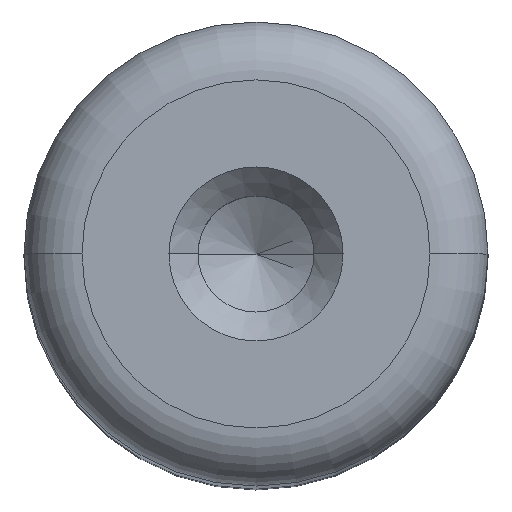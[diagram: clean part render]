
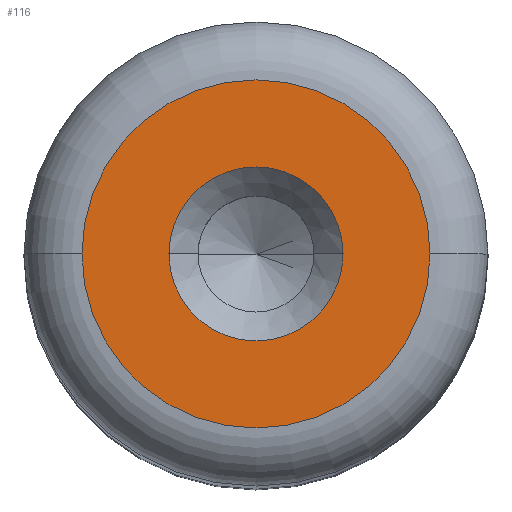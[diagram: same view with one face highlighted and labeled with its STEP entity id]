
A CAD part, top view. The second image highlights one B-rep face of the part: STEP entity #116.
In plain terms, the highlighted planar face has unit normal (0, 0, 1).
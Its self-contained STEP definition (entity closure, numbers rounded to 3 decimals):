
#41 = DIRECTION ( 'NONE',  ( 1., 0., 0. ) ) ;
#85 = EDGE_LOOP ( 'NONE', ( #767, #195 ) ) ;
#92 = VERTEX_POINT ( 'NONE', #732 ) ;
#98 = EDGE_CURVE ( 'NONE', #92, #1125, #1175, .T. ) ;
#106 = CIRCLE ( 'NONE', #211, 3. ) ;
#116 = ADVANCED_FACE ( 'NONE', ( #718, #412 ), #517, .T. ) ;
#120 = VERTEX_POINT ( 'NONE', #874 ) ;
#121 = CARTESIAN_POINT ( 'NONE',  ( 0., 0., 40. ) ) ;
#139 = CARTESIAN_POINT ( 'NONE',  ( -1.5, 0., 40. ) ) ;
#184 = AXIS2_PLACEMENT_3D ( 'NONE', #1463, #763, #41 ) ;
#195 = ORIENTED_EDGE ( 'NONE', *, *, #667, .T. ) ;
#211 = AXIS2_PLACEMENT_3D ( 'NONE', #121, #954, #243 ) ;
#216 = DIRECTION ( 'NONE',  ( 0., 0., 1. ) ) ;
#243 = DIRECTION ( 'NONE',  ( 1., 0., 0. ) ) ;
#384 = ORIENTED_EDGE ( 'NONE', *, *, #98, .F. ) ;
#398 = DIRECTION ( 'NONE',  ( 1., 0., 0. ) ) ;
#404 = DIRECTION ( 'NONE',  ( 0., 0., 1. ) ) ;
#412 = FACE_OUTER_BOUND ( 'NONE', #85, .T. ) ;
#517 = PLANE ( 'NONE',  #850 ) ;
#541 = EDGE_CURVE ( 'NONE', #1125, #92, #914, .T. ) ;
#631 = CARTESIAN_POINT ( 'NONE',  ( 0., 0., 40. ) ) ;
#640 = DIRECTION ( 'NONE',  ( 0., 0., 1. ) ) ;
#667 = EDGE_CURVE ( 'NONE', #689, #120, #106, .T. ) ;
#689 = VERTEX_POINT ( 'NONE', #1533 ) ;
#718 = FACE_BOUND ( 'NONE', #1025, .T. ) ;
#732 = CARTESIAN_POINT ( 'NONE',  ( 1.5, 0., 40. ) ) ;
#763 = DIRECTION ( 'NONE',  ( 0., 0., 1. ) ) ;
#767 = ORIENTED_EDGE ( 'NONE', *, *, #902, .T. ) ;
#837 = ORIENTED_EDGE ( 'NONE', *, *, #541, .F. ) ;
#850 = AXIS2_PLACEMENT_3D ( 'NONE', #883, #404, #398 ) ;
#874 = CARTESIAN_POINT ( 'NONE',  ( 3., 0., 40. ) ) ;
#883 = CARTESIAN_POINT ( 'NONE',  ( 0., 0., 40. ) ) ;
#902 = EDGE_CURVE ( 'NONE', #120, #689, #1073, .T. ) ;
#914 = CIRCLE ( 'NONE', #1450, 1.5 ) ;
#935 = CARTESIAN_POINT ( 'NONE',  ( 0., 0., 40. ) ) ;
#954 = DIRECTION ( 'NONE',  ( 0., 0., 1. ) ) ;
#1025 = EDGE_LOOP ( 'NONE', ( #384, #837 ) ) ;
#1026 = AXIS2_PLACEMENT_3D ( 'NONE', #631, #640, #1115 ) ;
#1043 = DIRECTION ( 'NONE',  ( 1., 0., 0. ) ) ;
#1073 = CIRCLE ( 'NONE', #184, 3. ) ;
#1115 = DIRECTION ( 'NONE',  ( 1., 0., 0. ) ) ;
#1125 = VERTEX_POINT ( 'NONE', #139 ) ;
#1175 = CIRCLE ( 'NONE', #1026, 1.5 ) ;
#1450 = AXIS2_PLACEMENT_3D ( 'NONE', #935, #216, #1043 ) ;
#1463 = CARTESIAN_POINT ( 'NONE',  ( 0., 0., 40. ) ) ;
#1533 = CARTESIAN_POINT ( 'NONE',  ( -3., 0., 40. ) ) ;
